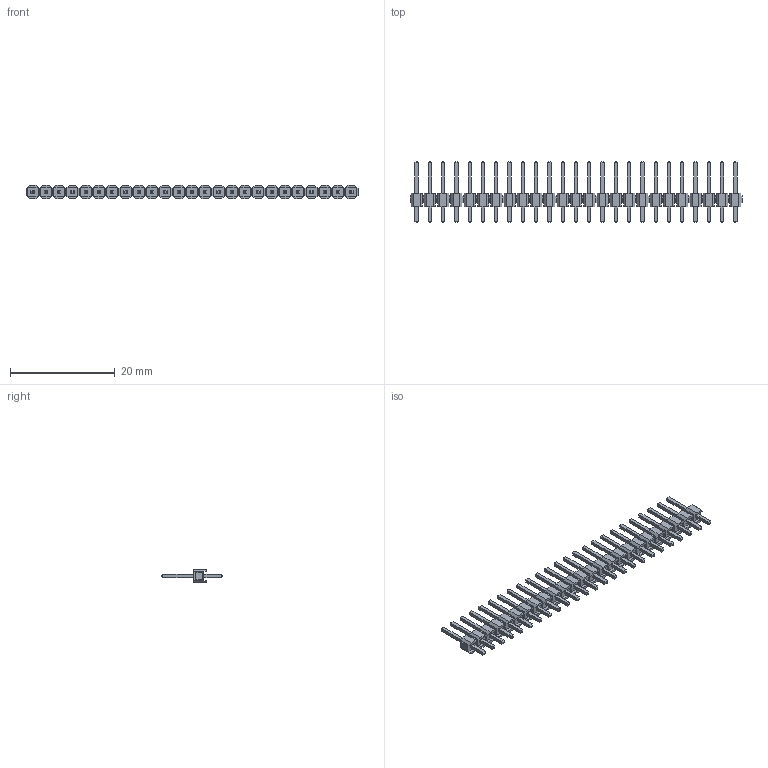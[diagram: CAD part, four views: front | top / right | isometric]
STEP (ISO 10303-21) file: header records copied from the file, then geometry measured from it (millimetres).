
FILE_DESCRIPTION (( 'STEP AP214' ), '1' );
FILE_NAME ('PLS-25.STEP', '2019-06-30T19:27:28', ( '' ), ( '' ), 'SwSTEP 2.0', 'SolidWorks 2018', '' );
FILE_SCHEMA (( 'AUTOMOTIVE_DESIGN' ));
Length unit declared in the file: millimetre
Products named in the file (1): PLS-25
Bounding box: 63.5 x 11.64 x 2.54 mm (x, y, z)
Volume: 384.9 mm3; surface area: 1446.9 mm2
Topology: 25 solids, 25 shells, 1050 faces, 2400 edges, 1500 vertices
Faces by surface type: plane 1050
Entity records: 40304 total; most frequent: CARTESIAN_POINT 4951, ORIENTED_EDGE 4800, DIRECTION 4502, LINE 2400, EDGE_CURVE 2400, VECTOR 2400, VERTEX_POINT 1500, EDGE_LOOP 1150
